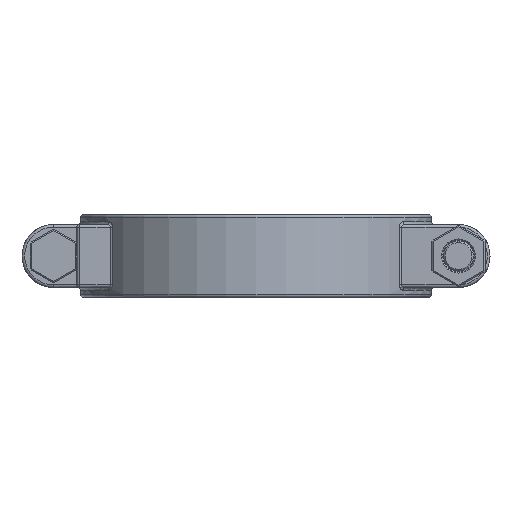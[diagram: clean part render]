
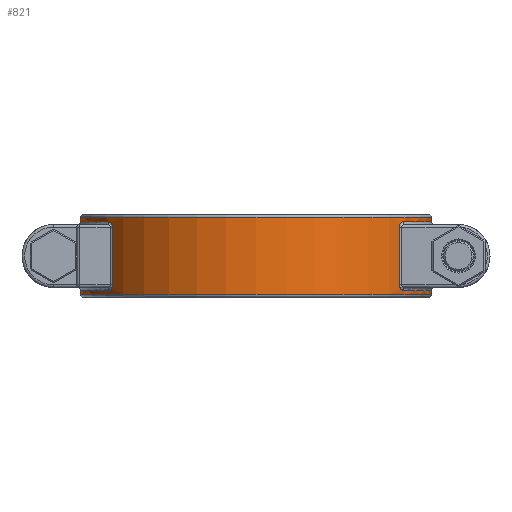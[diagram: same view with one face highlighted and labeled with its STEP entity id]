
A CAD part, front view. The second image highlights one B-rep face of the part: STEP entity #821.
In plain terms, the highlighted cylindrical face has radius 52.388 mm (diameter 104.775 mm), a partial arc.
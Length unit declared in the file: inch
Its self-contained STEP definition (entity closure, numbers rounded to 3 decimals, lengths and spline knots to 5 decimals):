
#142=CARTESIAN_POINT('',(-2.06226,0.03173,0.40125));
#143=VERTEX_POINT('',#142);
#204=CARTESIAN_POINT('',(-1.72757,1.12668,0.40125));
#205=VERTEX_POINT('',#204);
#223=CARTESIAN_POINT('',(0.0,0.0,0.40125));
#224=DIRECTION('',(0.0,0.0,-1.));
#225=DIRECTION('',(-0.955,0.297,0.0));
#226=AXIS2_PLACEMENT_3D('',#223,#224,#225);
#227=CIRCLE('',#226,2.0625);
#228=EDGE_CURVE('',#143,#205,#227,.T.);
#360=CARTESIAN_POINT('',(-1.68582,1.18825,0.33875));
#361=VERTEX_POINT('',#360);
#385=CARTESIAN_POINT('',(-1.72757,1.12668,0.40125));
#386=CARTESIAN_POINT('',(-1.72342,1.13305,0.40125));
#387=CARTESIAN_POINT('',(-1.71783,1.14151,0.39991));
#388=CARTESIAN_POINT('',(-1.7097,1.15364,0.39523));
#389=CARTESIAN_POINT('',(-1.70324,1.16316,0.3897));
#390=CARTESIAN_POINT('',(-1.69622,1.17336,0.3803));
#391=CARTESIAN_POINT('',(-1.69054,1.18152,0.36838));
#392=CARTESIAN_POINT('',(-1.68673,1.18695,0.35428));
#393=CARTESIAN_POINT('',(-1.68582,1.18825,0.3439));
#394=CARTESIAN_POINT('',(-1.68582,1.18825,0.33875));
#395=B_SPLINE_CURVE_WITH_KNOTS('',3,(#385,#386,#387,#388,#389,#390,#391,#392,#393,#394),.UNSPECIFIED.,.F.,.U.,(4,1,1,1,1,1,1,4),(0.0,0.05882,0.07843,0.11765,0.15686,0.19608,0.23529,0.27451),.UNSPECIFIED.);
#396=EDGE_CURVE('',#205,#361,#395,.T.);
#406=CARTESIAN_POINT('',(-1.68582,1.18825,-0.33875));
#407=VERTEX_POINT('',#406);
#424=CARTESIAN_POINT('',(-1.68582,1.18825,0.33875));
#425=DIRECTION('',(0.0,0.0,-1.0));
#426=VECTOR('',#425,0.6775);
#427=LINE('',#424,#426);
#428=EDGE_CURVE('',#361,#407,#427,.T.);
#504=CARTESIAN_POINT('',(-1.72757,1.12668,-0.40125));
#505=VERTEX_POINT('',#504);
#529=CARTESIAN_POINT('',(-1.68582,1.18825,-0.33875));
#530=CARTESIAN_POINT('',(-1.68582,1.18825,-0.3439));
#531=CARTESIAN_POINT('',(-1.68674,1.18694,-0.35433));
#532=CARTESIAN_POINT('',(-1.6899,1.18243,-0.36603));
#533=CARTESIAN_POINT('',(-1.69341,1.1774,-0.37441));
#534=CARTESIAN_POINT('',(-1.6974,1.17166,-0.38187));
#535=CARTESIAN_POINT('',(-1.70324,1.16315,-0.38971));
#536=CARTESIAN_POINT('',(-1.71359,1.1479,-0.39855));
#537=CARTESIAN_POINT('',(-1.72203,1.13517,-0.40125));
#538=CARTESIAN_POINT('',(-1.72757,1.12668,-0.40125));
#539=B_SPLINE_CURVE_WITH_KNOTS('',3,(#529,#530,#531,#532,#533,#534,#535,#536,#537,#538),.UNSPECIFIED.,.F.,.U.,(4,1,1,1,1,1,1,4),(0.,0.03921,0.07842,0.09803,0.11763,0.15684,0.19605,0.27447),.UNSPECIFIED.);
#540=EDGE_CURVE('',#407,#505,#539,.T.);
#568=CARTESIAN_POINT('',(-2.06226,0.03173,-0.40125));
#569=VERTEX_POINT('',#568);
#587=CARTESIAN_POINT('',(0.0,0.0,-0.40125));
#588=DIRECTION('',(0.0,0.0,1.));
#589=DIRECTION('',(-0.955,0.297,0.0));
#590=AXIS2_PLACEMENT_3D('',#587,#588,#589);
#591=CIRCLE('',#590,2.0625);
#592=EDGE_CURVE('',#505,#569,#591,.T.);
#705=CARTESIAN_POINT('',(0.0,0.0,0.));
#706=DIRECTION('',(0.0,0.0,1.0));
#707=DIRECTION('',(1.0,0.0,0.0));
#708=AXIS2_PLACEMENT_3D('',#705,#706,#707);
#709=CYLINDRICAL_SURFACE('',#708,2.0625);
#710=ORIENTED_EDGE('',*,*,#592,.F.);
#711=ORIENTED_EDGE('',*,*,#540,.F.);
#712=ORIENTED_EDGE('',*,*,#428,.F.);
#713=ORIENTED_EDGE('',*,*,#396,.F.);
#714=ORIENTED_EDGE('',*,*,#228,.F.);
#715=CARTESIAN_POINT('',(-2.06226,0.03173,0.45375));
#716=VERTEX_POINT('',#715);
#717=CARTESIAN_POINT('',(-2.06226,0.03173,0.45375));
#718=DIRECTION('',(0.0,0.0,-1.0));
#719=VECTOR('',#718,0.0525);
#720=LINE('',#717,#719);
#721=EDGE_CURVE('',#716,#143,#720,.T.);
#722=ORIENTED_EDGE('',*,*,#721,.F.);
#723=CARTESIAN_POINT('',(2.06226,0.03173,0.45375));
#724=VERTEX_POINT('',#723);
#725=CARTESIAN_POINT('',(0.0,0.0,0.45375));
#726=DIRECTION('',(0.0,0.0,1.0));
#727=DIRECTION('',(1.0,0.0,0.0));
#728=AXIS2_PLACEMENT_3D('',#725,#726,#727);
#729=CIRCLE('',#728,2.0625);
#730=EDGE_CURVE('',#724,#716,#729,.T.);
#731=ORIENTED_EDGE('',*,*,#730,.F.);
#732=CARTESIAN_POINT('',(2.06226,0.03173,0.40125));
#733=VERTEX_POINT('',#732);
#734=CARTESIAN_POINT('',(2.06226,0.03173,0.40125));
#735=DIRECTION('',(0.0,0.0,1.0));
#736=VECTOR('',#735,0.0525);
#737=LINE('',#734,#736);
#738=EDGE_CURVE('',#733,#724,#737,.T.);
#739=ORIENTED_EDGE('',*,*,#738,.F.);
#740=CARTESIAN_POINT('',(1.72757,1.12668,0.40125));
#741=VERTEX_POINT('',#740);
#742=CARTESIAN_POINT('',(0.0,0.0,0.40125));
#743=DIRECTION('',(0.0,0.0,-1.));
#744=DIRECTION('',(0.955,0.297,0.0));
#745=AXIS2_PLACEMENT_3D('',#742,#743,#744);
#746=CIRCLE('',#745,2.0625);
#747=EDGE_CURVE('',#741,#733,#746,.T.);
#748=ORIENTED_EDGE('',*,*,#747,.F.);
#749=CARTESIAN_POINT('',(1.68582,1.18825,0.33875));
#750=VERTEX_POINT('',#749);
#751=CARTESIAN_POINT('',(1.68582,1.18825,0.33875));
#752=CARTESIAN_POINT('',(1.68582,1.18825,0.3439));
#753=CARTESIAN_POINT('',(1.68673,1.18695,0.35428));
#754=CARTESIAN_POINT('',(1.69054,1.18152,0.36838));
#755=CARTESIAN_POINT('',(1.69622,1.17336,0.3803));
#756=CARTESIAN_POINT('',(1.70324,1.16316,0.3897));
#757=CARTESIAN_POINT('',(1.7097,1.15364,0.39523));
#758=CARTESIAN_POINT('',(1.71783,1.14151,0.39991));
#759=CARTESIAN_POINT('',(1.72342,1.13305,0.40125));
#760=CARTESIAN_POINT('',(1.72757,1.12668,0.40125));
#761=B_SPLINE_CURVE_WITH_KNOTS('',3,(#751,#752,#753,#754,#755,#756,#757,#758,#759,#760),.UNSPECIFIED.,.F.,.U.,(4,1,1,1,1,1,1,4),(0.0,0.03922,0.07843,0.11765,0.15686,0.19608,0.21569,0.27451),.UNSPECIFIED.);
#762=EDGE_CURVE('',#750,#741,#761,.T.);
#763=ORIENTED_EDGE('',*,*,#762,.F.);
#764=CARTESIAN_POINT('',(1.68582,1.18825,-0.33875));
#765=VERTEX_POINT('',#764);
#766=CARTESIAN_POINT('',(1.68582,1.18825,-0.33875));
#767=DIRECTION('',(0.0,0.0,1.0));
#768=VECTOR('',#767,0.6775);
#769=LINE('',#766,#768);
#770=EDGE_CURVE('',#765,#750,#769,.T.);
#771=ORIENTED_EDGE('',*,*,#770,.F.);
#772=CARTESIAN_POINT('',(1.72757,1.12668,-0.40125));
#773=VERTEX_POINT('',#772);
#774=CARTESIAN_POINT('',(1.72757,1.12668,-0.40125));
#775=CARTESIAN_POINT('',(1.72203,1.13517,-0.40125));
#776=CARTESIAN_POINT('',(1.71359,1.1479,-0.39856));
#777=CARTESIAN_POINT('',(1.70324,1.16315,-0.38971));
#778=CARTESIAN_POINT('',(1.6974,1.17165,-0.38188));
#779=CARTESIAN_POINT('',(1.69341,1.1774,-0.37441));
#780=CARTESIAN_POINT('',(1.6899,1.18243,-0.36604));
#781=CARTESIAN_POINT('',(1.68674,1.18694,-0.35432));
#782=CARTESIAN_POINT('',(1.68582,1.18825,-0.3439));
#783=CARTESIAN_POINT('',(1.68582,1.18825,-0.33875));
#784=B_SPLINE_CURVE_WITH_KNOTS('',3,(#774,#775,#776,#777,#778,#779,#780,#781,#782,#783),.UNSPECIFIED.,.F.,.U.,(4,1,1,1,1,1,1,4),(0.0,0.07842,0.11763,0.15684,0.17645,0.19605,0.23526,0.27447),.UNSPECIFIED.);
#785=EDGE_CURVE('',#773,#765,#784,.T.);
#786=ORIENTED_EDGE('',*,*,#785,.F.);
#787=CARTESIAN_POINT('',(2.06226,0.03173,-0.40125));
#788=VERTEX_POINT('',#787);
#789=CARTESIAN_POINT('',(0.0,0.0,-0.40125));
#790=DIRECTION('',(0.0,0.0,1.));
#791=DIRECTION('',(0.955,0.297,0.0));
#792=AXIS2_PLACEMENT_3D('',#789,#790,#791);
#793=CIRCLE('',#792,2.0625);
#794=EDGE_CURVE('',#788,#773,#793,.T.);
#795=ORIENTED_EDGE('',*,*,#794,.F.);
#796=CARTESIAN_POINT('',(2.06226,0.03173,-0.45375));
#797=VERTEX_POINT('',#796);
#798=CARTESIAN_POINT('',(2.06226,0.03173,-0.45375));
#799=DIRECTION('',(0.0,0.0,1.0));
#800=VECTOR('',#799,0.0525);
#801=LINE('',#798,#800);
#802=EDGE_CURVE('',#797,#788,#801,.T.);
#803=ORIENTED_EDGE('',*,*,#802,.F.);
#804=CARTESIAN_POINT('',(-2.06226,0.03173,-0.45375));
#805=VERTEX_POINT('',#804);
#806=CARTESIAN_POINT('',(0.0,0.0,-0.45375));
#807=DIRECTION('',(0.0,0.0,1.0));
#808=DIRECTION('',(1.0,0.0,0.0));
#809=AXIS2_PLACEMENT_3D('',#806,#807,#808);
#810=CIRCLE('',#809,2.0625);
#811=EDGE_CURVE('',#797,#805,#810,.T.);
#812=ORIENTED_EDGE('',*,*,#811,.T.);
#813=CARTESIAN_POINT('',(-2.06226,0.03173,-0.40125));
#814=DIRECTION('',(0.0,0.0,-1.0));
#815=VECTOR('',#814,0.0525);
#816=LINE('',#813,#815);
#817=EDGE_CURVE('',#569,#805,#816,.T.);
#818=ORIENTED_EDGE('',*,*,#817,.F.);
#819=EDGE_LOOP('',(#710,#711,#712,#713,#714,#722,#731,#739,#748,#763,#771,#786,#795,#803,#812,#818));
#820=FACE_OUTER_BOUND('',#819,.T.);
#821=ADVANCED_FACE('',(#820),#709,.T.);
